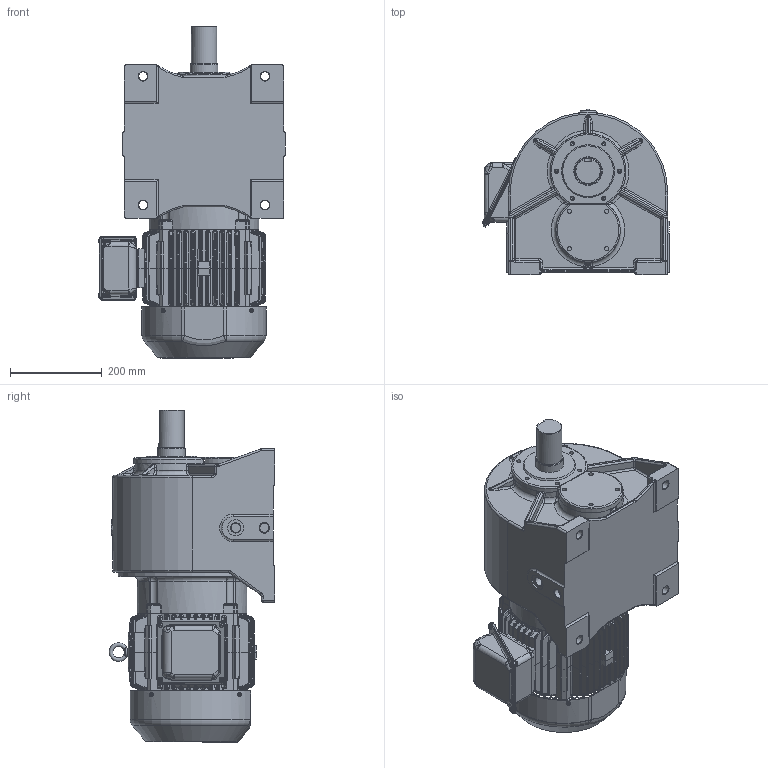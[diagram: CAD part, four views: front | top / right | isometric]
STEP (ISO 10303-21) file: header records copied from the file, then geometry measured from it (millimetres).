
FILE_DESCRIPTION(/* description */ ('Unknown'),/* implementation_level */ '2;1');
FILE_NAME(/* name */ 'EK2DO07178_F_5.5_kW_R30_CUSTOMER',/* time_stamp */ '2019-06-24T10:44:26+09:00',/* author */ ('Unknown'),/* organization */ ('Unknown'),/* preprocessor_version */ 'ST-DEVELOPER v16.7',/* originating_system */ 'DEX',/* authorisation */ $);
FILE_SCHEMA (('AP203_CONFIGURATION_CONTROLLED_3D_DESIGN_OF_MECHANICAL_PARTS_AND_ASSEMBLIES_MIM_LF { 1 0 10303 203 3 1 4 }','AP242_MANAGED_MODEL_BASED_3D_ENGINEERING_MIM_LF { 1 0 10303 442 1 1 4 }','AUTOMOTIVE_DESIGN {1 0 10303 214 3 1 1}'));
Products named in the file (19): EK2DO07178_F_5.5_kW_R30_CUSTOMER; DKA0100014_DGKC0078_Casing_CUSTOMER; DKA0800199H001_DGKC3794(5.5~7.5KW_1_30_Motor Bracket)_CUSTOMER; DKA0700002_DGKD0267; DKD0300001_DGKD4095; DKD0300002_DGKD4096; 4-2 FR.132S ROUND FRAME_CUSTOMER; 1-2 FR.132S ROUND FRAME+嬴檜r; FR.132S_ROUND_DMA0300848; M10_嬴檜; 2-1 �ݺ��� �����+��켓+후드+볼트; DSMW10386_饶3; M5x8_饶靛; 3-1 FR.100~132 繹っ 欽; DSMW10140_欽濠4; DSMW10141_ī1; 陛蝶鰍_; ~FR.132 炼赋杭飘柬姼_旎る矂
Assembly tree (24 placements, depth 4):
  EK2DO07178_F_5.5_kW_R30_CUSTOMER
    DKA0100014_DGKC0078_Casing_CUSTOMER
    DKA0800199H001_DGKC3794(5.5~7.5KW_1_30_Motor Bracket)_CUSTOMER
    DKA0700002_DGKD0267
    DKD0300001_DGKD4095
    DKD0300002_DGKD4096
    4-2 FR.132S ROUND FRAME_CUSTOMER
      1-2 FR.132S ROUND FRAME+嬴檜r
        FR.132S_ROUND_DMA0300848
        M10_嬴檜
      2-1 �ݺ��� �����+��켓+후드+볼트
        DSMW10386_饶3
        M5x8_饶靛  x4
      3-1 FR.100~132 繹っ 欽
        DSMW10140_欽濠4
        DSMW10141_ī1
        陛蝶鰍_
        ~FR.132 炼赋杭飘柬姼_旎る矂  x4
        陛蝶鰍_
Bounding box: 406.42 x 360.48 x 721.95 mm (x, y, z)
Volume: 40360994.3 mm3; surface area: 1875611.8 mm2
Topology: 20 solids, 20 shells, 4856 faces, 13014 edges, 8200 vertices
Faces by surface type: cylinder 1896, plane 1869, bspline 792, torus 141, cone 117, sphere 41
Full cylindrical faces by diameter (mm): 2.6 x4, 4.917 x8, 5 x8, 6 x4, 6.647 x26, 7 x12, 7.7 x1, 8 x8, 8.376 x2, 9 x11, 10 x9, 10.106 x12, 10.5 x4, 12 x6, 13.835 x2, 19 x4, 19.294 x1, 19.793 x1, 20 x7, 20.376 x2, 22 x1, 35 x1, 42 x1, 55 x2, 60 x1, 62 x1, 70 x1, 80 x1, 82 x1, 90 x1
Entity records: 157767 total; most frequent: CARTESIAN_POINT 42747, ORIENTED_EDGE 24404, DIRECTION 23129, EDGE_CURVE 12202, AXIS2_PLACEMENT_3D 8396, VERTEX_POINT 7831, LINE 6337, VECTOR 6337
